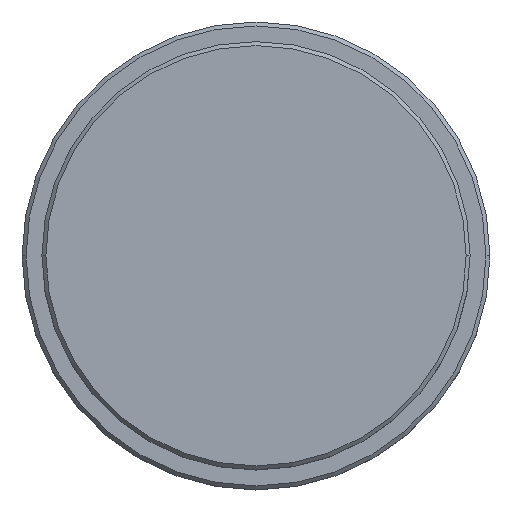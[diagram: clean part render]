
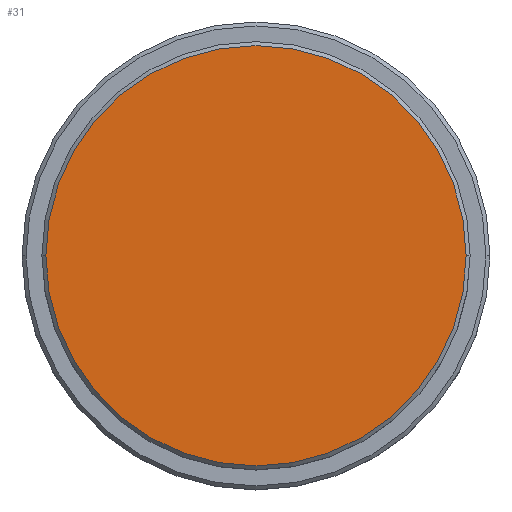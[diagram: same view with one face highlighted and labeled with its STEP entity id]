
A CAD part, top view. The second image highlights one B-rep face of the part: STEP entity #31.
In plain terms, the highlighted planar face has unit normal (0, 0, 1).
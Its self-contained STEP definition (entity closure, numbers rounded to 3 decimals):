
#17 = DIRECTION ( 'NONE',  ( 0., 0., 1. ) ) ;
#31 = ADVANCED_FACE ( 'NONE', ( #1055 ), #945, .T. ) ;
#294 = EDGE_CURVE ( 'NONE', #1282, #1197, #1192, .T. ) ;
#303 = DIRECTION ( 'NONE',  ( 1., 0., 0. ) ) ;
#399 = ORIENTED_EDGE ( 'NONE', *, *, #294, .T. ) ;
#519 = ORIENTED_EDGE ( 'NONE', *, *, #933, .T. ) ;
#573 = AXIS2_PLACEMENT_3D ( 'NONE', #1066, #1040, #1242 ) ;
#620 = CARTESIAN_POINT ( 'NONE',  ( 26.5, 0., 0. ) ) ;
#718 = DIRECTION ( 'NONE',  ( 0., 0., 1. ) ) ;
#790 = CARTESIAN_POINT ( 'NONE',  ( -26.5, 0., 0. ) ) ;
#845 = CARTESIAN_POINT ( 'NONE',  ( 0., 0., 0. ) ) ;
#903 = AXIS2_PLACEMENT_3D ( 'NONE', #994, #17, #1205 ) ;
#933 = EDGE_CURVE ( 'NONE', #1197, #1282, #1219, .T. ) ;
#945 = PLANE ( 'NONE',  #1302 ) ;
#994 = CARTESIAN_POINT ( 'NONE',  ( 0., 0., 0. ) ) ;
#1040 = DIRECTION ( 'NONE',  ( 0., 0., 1. ) ) ;
#1055 = FACE_OUTER_BOUND ( 'NONE', #1180, .T. ) ;
#1066 = CARTESIAN_POINT ( 'NONE',  ( 0., 0., 0. ) ) ;
#1180 = EDGE_LOOP ( 'NONE', ( #519, #399 ) ) ;
#1192 = CIRCLE ( 'NONE', #573, 26.5 ) ;
#1197 = VERTEX_POINT ( 'NONE', #790 ) ;
#1205 = DIRECTION ( 'NONE',  ( 1., 0., 0. ) ) ;
#1219 = CIRCLE ( 'NONE', #903, 26.5 ) ;
#1242 = DIRECTION ( 'NONE',  ( 1., 0., 0. ) ) ;
#1282 = VERTEX_POINT ( 'NONE', #620 ) ;
#1302 = AXIS2_PLACEMENT_3D ( 'NONE', #845, #718, #303 ) ;
